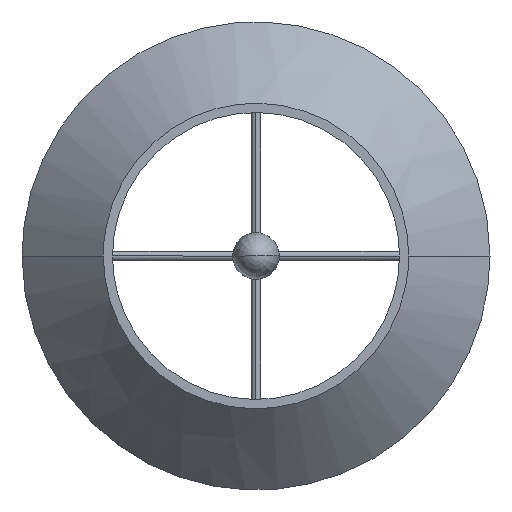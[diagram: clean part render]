
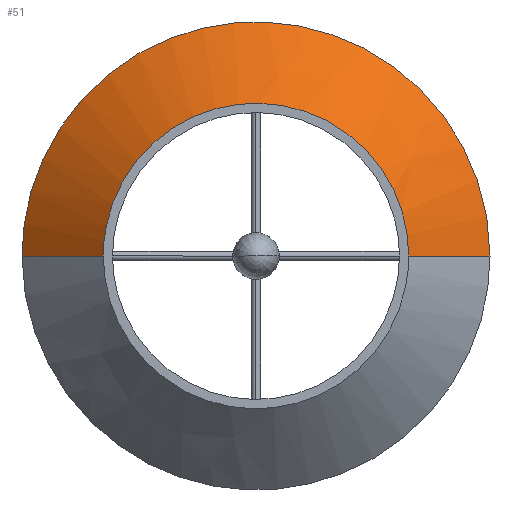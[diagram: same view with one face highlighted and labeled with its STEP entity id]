
A CAD part, left-side view. The second image highlights one B-rep face of the part: STEP entity #51.
In plain terms, the highlighted free-form (B-spline) face has degree [2, 1] with [5, 2] control points.
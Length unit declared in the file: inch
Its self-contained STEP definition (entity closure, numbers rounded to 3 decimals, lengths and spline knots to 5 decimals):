
#51=ADVANCED_FACE('',(#97),#714,.T.);
#97=FACE_OUTER_BOUND('',#147,.T.);
#147=EDGE_LOOP('',(#334,#335,#336,#337));
#334=ORIENTED_EDGE('',*,*,#517,.T.);
#335=ORIENTED_EDGE('',*,*,#489,.F.);
#336=ORIENTED_EDGE('',*,*,#488,.F.);
#337=ORIENTED_EDGE('',*,*,#487,.T.);
#487=EDGE_CURVE('',#644,#710,#613,.T.);
#488=EDGE_CURVE('',#644,#640,#530,.T.);
#489=EDGE_CURVE('',#640,#697,#614,.T.);
#517=EDGE_CURVE('',#710,#697,#534,.T.);
#530=B_SPLINE_CURVE_WITH_KNOTS('',1,(#1558,#1559),.UNSPECIFIED.,.F.,.F.,
(2,2),(0.,1.46822),.UNSPECIFIED.);
#534=B_SPLINE_CURVE_WITH_KNOTS('',1,(#1676,#1677),.UNSPECIFIED.,.F.,.F.,
(2,2),(0.,1.46822),.UNSPECIFIED.);
#613=(
BOUNDED_CURVE()
B_SPLINE_CURVE(2,(#1553,#1554,#1555,#1556,#1557),.UNSPECIFIED.,.F.,.F.)
B_SPLINE_CURVE_WITH_KNOTS((3,2,3),(0.,4.69445,9.38891),
 .UNSPECIFIED.)
CURVE()
GEOMETRIC_REPRESENTATION_ITEM()
RATIONAL_B_SPLINE_CURVE((1.,0.707,1.,0.707,1.))
REPRESENTATION_ITEM('')
);
#614=(
BOUNDED_CURVE()
B_SPLINE_CURVE(2,(#1560,#1561,#1562,#1563,#1564),.UNSPECIFIED.,.F.,.F.)
B_SPLINE_CURVE_WITH_KNOTS((3,2,3),(0.,4.69445,9.38891),
 .UNSPECIFIED.)
CURVE()
GEOMETRIC_REPRESENTATION_ITEM()
RATIONAL_B_SPLINE_CURVE((1.,0.707,1.,0.707,1.))
REPRESENTATION_ITEM('')
);
#640=VERTEX_POINT('',#1149);
#644=VERTEX_POINT('',#1153);
#697=VERTEX_POINT('',#1206);
#710=VERTEX_POINT('',#1219);
#714=(
BOUNDED_SURFACE()
B_SPLINE_SURFACE(2,1,((#1032,#1033),(#1034,#1035),(#1036,#1037),(#1038,
#1039),(#1040,#1041)),.UNSPECIFIED.,.F.,.F.,.F.)
B_SPLINE_SURFACE_WITH_KNOTS((3,2,3),(2,2),(0.,4.69445,9.38891),
(0.,1.46822),.UNSPECIFIED.)
GEOMETRIC_REPRESENTATION_ITEM()
RATIONAL_B_SPLINE_SURFACE(((1.,1.),(0.707,0.707),
(1.,1.),(0.707,0.707),(1.,1.)))
REPRESENTATION_ITEM('')
SURFACE()
);
#1032=CARTESIAN_POINT('',(2.81199,6.01142,0.));
#1033=CARTESIAN_POINT('',(1.7738,7.04961,0.));
#1034=CARTESIAN_POINT('',(2.81199,6.01142,2.98858));
#1035=CARTESIAN_POINT('',(1.7738,7.04961,1.95039));
#1036=CARTESIAN_POINT('',(2.81199,9.,2.98858));
#1037=CARTESIAN_POINT('',(1.7738,9.,1.95039));
#1038=CARTESIAN_POINT('',(2.81199,11.98858,2.98858));
#1039=CARTESIAN_POINT('',(1.7738,10.95039,1.95039));
#1040=CARTESIAN_POINT('',(2.81199,11.98858,0.));
#1041=CARTESIAN_POINT('',(1.7738,10.95039,0.));
#1149=CARTESIAN_POINT('',(1.7738,7.04961,0.));
#1153=CARTESIAN_POINT('',(2.81199,6.01142,0.));
#1206=CARTESIAN_POINT('',(1.7738,10.95039,0.));
#1219=CARTESIAN_POINT('',(2.81199,11.98858,0.));
#1553=CARTESIAN_POINT('',(2.81199,6.01142,0.));
#1554=CARTESIAN_POINT('',(2.81199,6.01142,2.98858));
#1555=CARTESIAN_POINT('',(2.81199,9.,2.98858));
#1556=CARTESIAN_POINT('',(2.81199,11.98858,2.98858));
#1557=CARTESIAN_POINT('',(2.81199,11.98858,0.));
#1558=CARTESIAN_POINT('',(2.81199,6.01142,0.));
#1559=CARTESIAN_POINT('',(1.7738,7.04961,0.));
#1560=CARTESIAN_POINT('',(1.7738,7.04961,0.));
#1561=CARTESIAN_POINT('',(1.7738,7.04961,1.95039));
#1562=CARTESIAN_POINT('',(1.7738,9.,1.95039));
#1563=CARTESIAN_POINT('',(1.7738,10.95039,1.95039));
#1564=CARTESIAN_POINT('',(1.7738,10.95039,0.));
#1676=CARTESIAN_POINT('',(2.81199,11.98858,0.));
#1677=CARTESIAN_POINT('',(1.7738,10.95039,0.));
